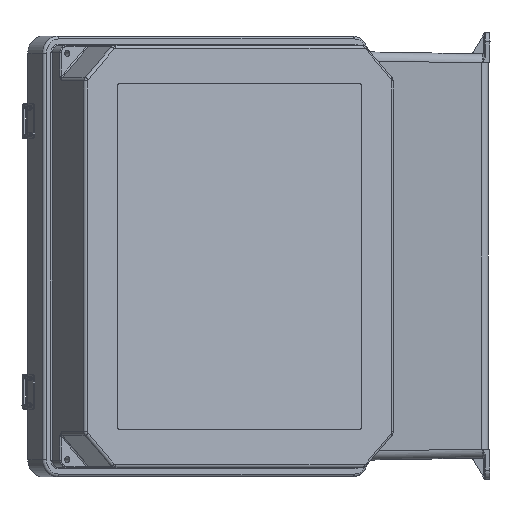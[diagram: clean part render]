
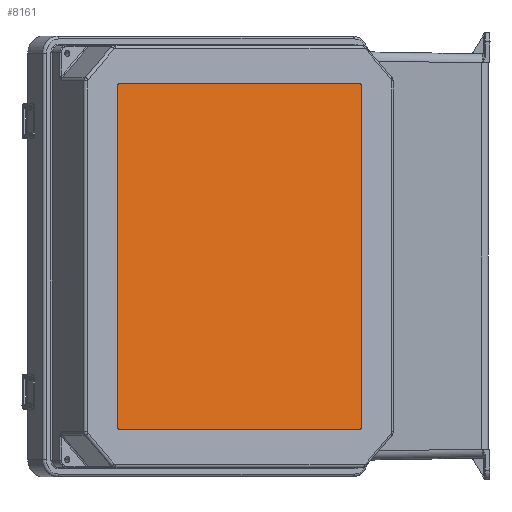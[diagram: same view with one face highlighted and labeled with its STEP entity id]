
A CAD part, left-side view. The second image highlights one B-rep face of the part: STEP entity #8161.
In plain terms, the highlighted face is planar.
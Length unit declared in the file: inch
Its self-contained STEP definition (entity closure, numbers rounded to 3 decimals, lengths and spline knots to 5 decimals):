
#396 = VECTOR ( 'NONE', #10092, 39.37008 ) ;
#911 = AXIS2_PLACEMENT_3D ( 'NONE', #32919, #12691, #36328 ) ;
#1103 = CARTESIAN_POINT ( 'NONE',  ( -4.9375, -0.22, 6. ) ) ;
#1620 = EDGE_CURVE ( 'NONE', #22696, #37290, #3096, .T. ) ;
#2580 = CIRCLE ( 'NONE', #20600, 0.0625 ) ;
#3096 = LINE ( 'NONE', #29396, #38016 ) ;
#3177 = PLANE ( 'NONE',  #15456 ) ;
#3867 = EDGE_CURVE ( 'NONE', #31215, #22696, #10345, .T. ) ;
#4651 = CARTESIAN_POINT ( 'NONE',  ( -5., -0.22, -5.9375 ) ) ;
#6710 = EDGE_CURVE ( 'NONE', #12836, #9974, #20745, .T. ) ;
#6789 = CARTESIAN_POINT ( 'NONE',  ( 4.9375, -0.22, -5.9375 ) ) ;
#7464 = ORIENTED_EDGE ( 'NONE', *, *, #3867, .F. ) ;
#7865 = VERTEX_POINT ( 'NONE', #1103 ) ;
#8161 = ADVANCED_FACE ( 'NONE', ( #11594 ), #3177, .T. ) ;
#8177 = DIRECTION ( 'NONE',  ( 0., 1., 0. ) ) ;
#8323 = LINE ( 'NONE', #30334, #396 ) ;
#8651 = EDGE_CURVE ( 'NONE', #37290, #38134, #2580, .T. ) ;
#9945 = CARTESIAN_POINT ( 'NONE',  ( -4.9375, -0.22, 5.9375 ) ) ;
#9974 = VERTEX_POINT ( 'NONE', #4651 ) ;
#10092 = DIRECTION ( 'NONE',  ( 1., 0., 0. ) ) ;
#10163 = DIRECTION ( 'NONE',  ( 0., 0., -1. ) ) ;
#10345 = CIRCLE ( 'NONE', #35422, 0.0625 ) ;
#11594 = FACE_OUTER_BOUND ( 'NONE', #31243, .T. ) ;
#11768 = CARTESIAN_POINT ( 'NONE',  ( -5., -0.22, 5.9375 ) ) ;
#12518 = CARTESIAN_POINT ( 'NONE',  ( 5., -0.22, 5.9375 ) ) ;
#12691 = DIRECTION ( 'NONE',  ( 0., 1., 0. ) ) ;
#12836 = VERTEX_POINT ( 'NONE', #25850 ) ;
#13361 = DIRECTION ( 'NONE',  ( 0., 0., -1. ) ) ;
#13562 = VECTOR ( 'NONE', #22043, 39.37008 ) ;
#15388 = DIRECTION ( 'NONE',  ( -1., 0., 0. ) ) ;
#15456 = AXIS2_PLACEMENT_3D ( 'NONE', #6789, #30390, #10163 ) ;
#16341 = ORIENTED_EDGE ( 'NONE', *, *, #29428, .F. ) ;
#17379 = VERTEX_POINT ( 'NONE', #11768 ) ;
#19149 = CARTESIAN_POINT ( 'NONE',  ( 4.9375, -0.22, -5.9375 ) ) ;
#20600 = AXIS2_PLACEMENT_3D ( 'NONE', #19149, #42791, #22548 ) ;
#20745 = CIRCLE ( 'NONE', #911, 0.0625 ) ;
#21867 = AXIS2_PLACEMENT_3D ( 'NONE', #9945, #33565, #13361 ) ;
#22043 = DIRECTION ( 'NONE',  ( 0., 0., 1. ) ) ;
#22268 = EDGE_CURVE ( 'NONE', #17379, #7865, #26666, .T. ) ;
#22508 = LINE ( 'NONE', #31933, #13562 ) ;
#22548 = DIRECTION ( 'NONE',  ( 0., 0., -1. ) ) ;
#22696 = VERTEX_POINT ( 'NONE', #12518 ) ;
#25611 = ORIENTED_EDGE ( 'NONE', *, *, #29421, .F. ) ;
#25850 = CARTESIAN_POINT ( 'NONE',  ( -4.9375, -0.22, -6. ) ) ;
#26293 = CARTESIAN_POINT ( 'NONE',  ( 4.9375, -0.22, 6. ) ) ;
#26666 = CIRCLE ( 'NONE', #21867, 0.0625 ) ;
#28354 = ORIENTED_EDGE ( 'NONE', *, *, #1620, .F. ) ;
#28414 = CARTESIAN_POINT ( 'NONE',  ( 4.9375, -0.22, 5.9375 ) ) ;
#29396 = CARTESIAN_POINT ( 'NONE',  ( 5., -0.22, 5.9375 ) ) ;
#29421 = EDGE_CURVE ( 'NONE', #9974, #17379, #22508, .T. ) ;
#29428 = EDGE_CURVE ( 'NONE', #38134, #12836, #30449, .T. ) ;
#30334 = CARTESIAN_POINT ( 'NONE',  ( 4.9375, -0.22, 6. ) ) ;
#30390 = DIRECTION ( 'NONE',  ( 0., -1., 0. ) ) ;
#30449 = LINE ( 'NONE', #35607, #39448 ) ;
#30502 = CARTESIAN_POINT ( 'NONE',  ( 4.9375, -0.22, -6. ) ) ;
#31215 = VERTEX_POINT ( 'NONE', #26293 ) ;
#31243 = EDGE_LOOP ( 'NONE', ( #38680, #28354, #7464, #33290, #40850, #25611, #40081, #16341 ) ) ;
#31832 = DIRECTION ( 'NONE',  ( 0., 0., 1. ) ) ;
#31933 = CARTESIAN_POINT ( 'NONE',  ( -5., -0.22, 5.9375 ) ) ;
#32919 = CARTESIAN_POINT ( 'NONE',  ( -4.9375, -0.22, -5.9375 ) ) ;
#33290 = ORIENTED_EDGE ( 'NONE', *, *, #42882, .F. ) ;
#33364 = CARTESIAN_POINT ( 'NONE',  ( 5., -0.22, -5.9375 ) ) ;
#33565 = DIRECTION ( 'NONE',  ( 0., 1., 0. ) ) ;
#35422 = AXIS2_PLACEMENT_3D ( 'NONE', #28414, #8177, #31832 ) ;
#35607 = CARTESIAN_POINT ( 'NONE',  ( 4.9375, -0.22, -6. ) ) ;
#36328 = DIRECTION ( 'NONE',  ( 0., 0., -1. ) ) ;
#37290 = VERTEX_POINT ( 'NONE', #33364 ) ;
#38016 = VECTOR ( 'NONE', #39641, 39.37008 ) ;
#38134 = VERTEX_POINT ( 'NONE', #30502 ) ;
#38680 = ORIENTED_EDGE ( 'NONE', *, *, #8651, .F. ) ;
#39448 = VECTOR ( 'NONE', #15388, 39.37008 ) ;
#39641 = DIRECTION ( 'NONE',  ( 0., 0., -1. ) ) ;
#40081 = ORIENTED_EDGE ( 'NONE', *, *, #6710, .F. ) ;
#40850 = ORIENTED_EDGE ( 'NONE', *, *, #22268, .F. ) ;
#42791 = DIRECTION ( 'NONE',  ( 0., 1., 0. ) ) ;
#42882 = EDGE_CURVE ( 'NONE', #7865, #31215, #8323, .T. ) ;
